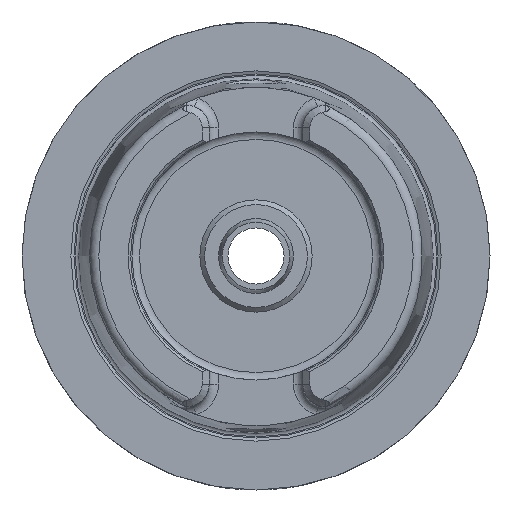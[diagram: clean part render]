
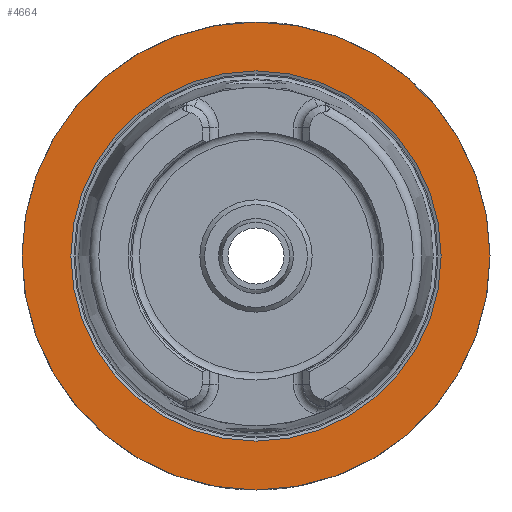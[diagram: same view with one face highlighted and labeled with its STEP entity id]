
A CAD part, left-side view. The second image highlights one B-rep face of the part: STEP entity #4664.
In plain terms, the highlighted planar face has unit normal (-1, 0, 0).
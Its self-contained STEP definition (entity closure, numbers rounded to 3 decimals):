
#1812=CARTESIAN_POINT('',(0.,50.0,0.0));
#1813=VERTEX_POINT('',#1812);
#1814=CARTESIAN_POINT('',(0.,0.,0.0));
#1815=DIRECTION('',(1.0,0.0,0.0));
#1816=DIRECTION('',(0.0,1.0,0.0));
#1817=AXIS2_PLACEMENT_3D('',#1814,#1815,#1816);
#1818=CIRCLE('',#1817,50.0);
#1819=EDGE_CURVE('',#1813,#1813,#1818,.T.);
#4638=CARTESIAN_POINT('',(0.,39.55,0.0));
#4639=VERTEX_POINT('',#4638);
#4640=CARTESIAN_POINT('',(0.,0.,0.0));
#4641=DIRECTION('',(1.0,0.0,0.0));
#4642=DIRECTION('',(0.0,1.0,0.0));
#4643=AXIS2_PLACEMENT_3D('',#4640,#4641,#4642);
#4644=CIRCLE('',#4643,39.55);
#4645=EDGE_CURVE('',#4639,#4639,#4644,.T.);
#4653=CARTESIAN_POINT('',(0.,44.775,0.0));
#4654=DIRECTION('',(-1.0,0.0,0.0));
#4655=DIRECTION('',(0.0,0.0,1.0));
#4656=AXIS2_PLACEMENT_3D('',#4653,#4654,#4655);
#4657=PLANE('',#4656);
#4658=ORIENTED_EDGE('',*,*,#1819,.F.);
#4659=EDGE_LOOP('',(#4658));
#4660=FACE_OUTER_BOUND('',#4659,.T.);
#4661=ORIENTED_EDGE('',*,*,#4645,.T.);
#4662=EDGE_LOOP('',(#4661));
#4663=FACE_BOUND('',#4662,.T.);
#4664=ADVANCED_FACE('',(#4660,#4663),#4657,.T.);
